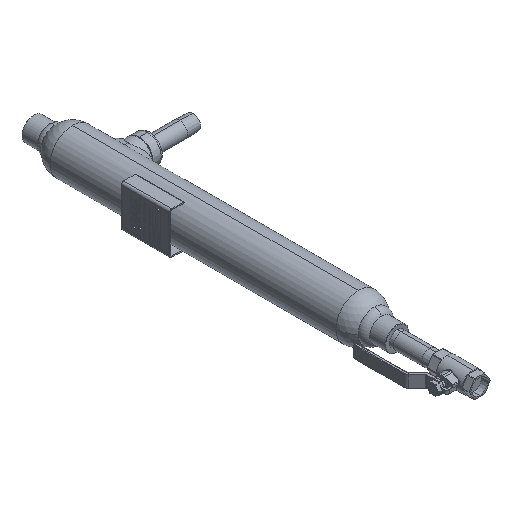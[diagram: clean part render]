
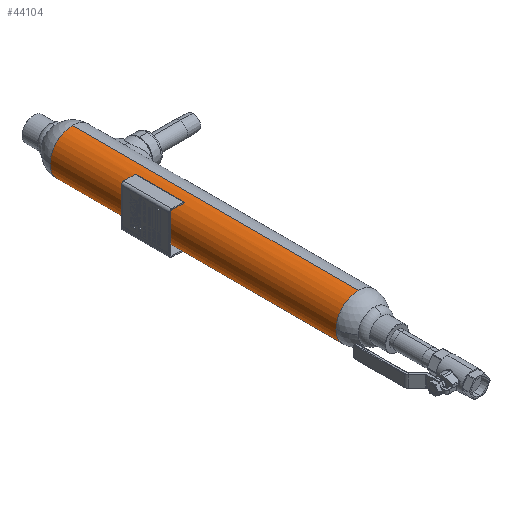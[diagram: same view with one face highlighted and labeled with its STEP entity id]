
A CAD part, isometric view. The second image highlights one B-rep face of the part: STEP entity #44104.
In plain terms, the highlighted cylindrical face has radius 30.163 mm (diameter 60.325 mm), a partial arc.
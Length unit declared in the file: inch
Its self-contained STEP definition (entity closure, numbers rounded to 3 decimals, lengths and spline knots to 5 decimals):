
#417 = AXIS2_PLACEMENT_3D ( 'NONE', #16288, #41646, #19915 ) ;
#598 = LINE ( 'NONE', #20995, #11404 ) ;
#1499 = CIRCLE ( 'NONE', #10948, 1.1875 ) ;
#1599 = CARTESIAN_POINT ( 'NONE',  ( -0.53033, 18., -1.0625 ) ) ;
#2132 = DIRECTION ( 'NONE',  ( 0., -1., 0. ) ) ;
#2181 = CARTESIAN_POINT ( 'NONE',  ( -0.53033, 12.75, -1.0625 ) ) ;
#2658 = DIRECTION ( 'NONE',  ( 0., -1., 0. ) ) ;
#3503 = CIRCLE ( 'NONE', #417, 1.1875 ) ;
#4517 = AXIS2_PLACEMENT_3D ( 'NONE', #21549, #46856, #25174 ) ;
#4793 = DIRECTION ( 'NONE',  ( 0., 1., 0. ) ) ;
#5336 = VERTEX_POINT ( 'NONE', #16388 ) ;
#5704 = AXIS2_PLACEMENT_3D ( 'NONE', #38835, #17114, #42459 ) ;
#5795 = CARTESIAN_POINT ( 'NONE',  ( -0.5215, 18., 1.06686 ) ) ;
#6153 = VECTOR ( 'NONE', #39577, 39.37008 ) ;
#6855 = DIRECTION ( 'NONE',  ( 0., -1., 0. ) ) ;
#6887 = VECTOR ( 'NONE', #19352, 39.37008 ) ;
#7825 = EDGE_CURVE ( 'NONE', #37995, #37593, #36197, .T. ) ;
#7906 = ORIENTED_EDGE ( 'NONE', *, *, #25651, .F. ) ;
#8665 = ORIENTED_EDGE ( 'NONE', *, *, #40412, .T. ) ;
#9213 = DIRECTION ( 'NONE',  ( 0., -1., 0. ) ) ;
#9914 = AXIS2_PLACEMENT_3D ( 'NONE', #33273, #22335, #29622 ) ;
#9984 = CARTESIAN_POINT ( 'NONE',  ( -0.5215, 12.75, -1.06686 ) ) ;
#10129 = CARTESIAN_POINT ( 'NONE',  ( 0., 1.38666, 1.1875 ) ) ;
#10208 = CARTESIAN_POINT ( 'NONE',  ( -0.5215, 10.188, 1.06686 ) ) ;
#10668 = ORIENTED_EDGE ( 'NONE', *, *, #35336, .F. ) ;
#10948 = AXIS2_PLACEMENT_3D ( 'NONE', #28578, #6855, #32235 ) ;
#11404 = VECTOR ( 'NONE', #16233, 39.37008 ) ;
#11497 = ORIENTED_EDGE ( 'NONE', *, *, #44952, .T. ) ;
#12039 = EDGE_LOOP ( 'NONE', ( #7906, #44730, #26832, #37026 ) ) ;
#12182 = CARTESIAN_POINT ( 'NONE',  ( -0.53033, 10.188, 1.0625 ) ) ;
#12309 = CARTESIAN_POINT ( 'NONE',  ( -0.5215, 12.75, 1.06686 ) ) ;
#12706 = CARTESIAN_POINT ( 'NONE',  ( 0., 10.188, 0. ) ) ;
#12874 = CARTESIAN_POINT ( 'NONE',  ( 0., 18., -1.1875 ) ) ;
#13000 = AXIS2_PLACEMENT_3D ( 'NONE', #24391, #2658, #28045 ) ;
#13142 = VERTEX_POINT ( 'NONE', #22358 ) ;
#13248 = VERTEX_POINT ( 'NONE', #41688 ) ;
#13364 = ORIENTED_EDGE ( 'NONE', *, *, #7825, .T. ) ;
#13491 = DIRECTION ( 'NONE',  ( 0., 1., 0. ) ) ;
#13517 = CIRCLE ( 'NONE', #13000, 1.1875 ) ;
#13915 = ORIENTED_EDGE ( 'NONE', *, *, #15605, .F. ) ;
#14407 = EDGE_CURVE ( 'NONE', #29329, #37995, #26802, .T. ) ;
#14607 = VERTEX_POINT ( 'NONE', #28260 ) ;
#15365 = VECTOR ( 'NONE', #4793, 39.37008 ) ;
#15605 = EDGE_CURVE ( 'NONE', #29329, #26185, #21619, .T. ) ;
#16233 = DIRECTION ( 'NONE',  ( 0., -1., 0. ) ) ;
#16288 = CARTESIAN_POINT ( 'NONE',  ( 0., 10.188, 0. ) ) ;
#16348 = DIRECTION ( 'NONE',  ( 1., 0., 0. ) ) ;
#16388 = CARTESIAN_POINT ( 'NONE',  ( 0., 16.61334, 1.1875 ) ) ;
#16784 = ORIENTED_EDGE ( 'NONE', *, *, #31530, .F. ) ;
#16846 = VERTEX_POINT ( 'NONE', #12182 ) ;
#17114 = DIRECTION ( 'NONE',  ( 0., -1., 0. ) ) ;
#17534 = LINE ( 'NONE', #12874, #34552 ) ;
#18550 = CIRCLE ( 'NONE', #41996, 1.1875 ) ;
#18880 = EDGE_LOOP ( 'NONE', ( #33141, #38067, #11497, #38487, #10668, #16784 ) ) ;
#19215 = FACE_BOUND ( 'NONE', #23123, .T. ) ;
#19352 = DIRECTION ( 'NONE',  ( 0., -1., 0. ) ) ;
#19378 = DIRECTION ( 'NONE',  ( 0., 1., 0. ) ) ;
#19915 = DIRECTION ( 'NONE',  ( 1., 0., 0. ) ) ;
#20839 = CARTESIAN_POINT ( 'NONE',  ( -0.53033, 10.188, -1.0625 ) ) ;
#20881 = EDGE_CURVE ( 'NONE', #13142, #41604, #18550, .T. ) ;
#20995 = CARTESIAN_POINT ( 'NONE',  ( -0.53033, 18., 1.0625 ) ) ;
#21549 = CARTESIAN_POINT ( 'NONE',  ( 0., 1.38666, 0. ) ) ;
#21619 = LINE ( 'NONE', #1599, #15365 ) ;
#22335 = DIRECTION ( 'NONE',  ( 0., -1., 0. ) ) ;
#22358 = CARTESIAN_POINT ( 'NONE',  ( -0.53033, 12.75, 1.0625 ) ) ;
#22613 = VERTEX_POINT ( 'NONE', #10129 ) ;
#23123 = EDGE_LOOP ( 'NONE', ( #13915, #32871, #13364, #8665 ) ) ;
#23808 = LINE ( 'NONE', #5795, #27213 ) ;
#24391 = CARTESIAN_POINT ( 'NONE',  ( 0., 16.61334, 0. ) ) ;
#25174 = DIRECTION ( 'NONE',  ( 1., 0., 0. ) ) ;
#25258 = EDGE_CURVE ( 'NONE', #32041, #16846, #3503, .T. ) ;
#25651 = EDGE_CURVE ( 'NONE', #13142, #16846, #598, .T. ) ;
#25749 = CARTESIAN_POINT ( 'NONE',  ( -1.1875, 16.61334, 0. ) ) ;
#26165 = LINE ( 'NONE', #26655, #6887 ) ;
#26185 = VERTEX_POINT ( 'NONE', #2181 ) ;
#26484 = VERTEX_POINT ( 'NONE', #25749 ) ;
#26655 = CARTESIAN_POINT ( 'NONE',  ( 0., 18., 1.1875 ) ) ;
#26802 = CIRCLE ( 'NONE', #33654, 1.1875 ) ;
#26832 = ORIENTED_EDGE ( 'NONE', *, *, #31860, .T. ) ;
#27213 = VECTOR ( 'NONE', #2132, 39.37008 ) ;
#27233 = CARTESIAN_POINT ( 'NONE',  ( -0.5215, 10.188, -1.06686 ) ) ;
#28045 = DIRECTION ( 'NONE',  ( 1., 0., 0. ) ) ;
#28260 = CARTESIAN_POINT ( 'NONE',  ( 0., 16.61334, -1.1875 ) ) ;
#28578 = CARTESIAN_POINT ( 'NONE',  ( 0., 1.38666, 0. ) ) ;
#29329 = VERTEX_POINT ( 'NONE', #20839 ) ;
#29622 = DIRECTION ( 'NONE',  ( 0., 0., -1. ) ) ;
#31530 = EDGE_CURVE ( 'NONE', #22613, #13248, #43652, .T. ) ;
#31860 = EDGE_CURVE ( 'NONE', #41604, #32041, #23808, .T. ) ;
#32041 = VERTEX_POINT ( 'NONE', #10208 ) ;
#32235 = DIRECTION ( 'NONE',  ( 1., 0., 0. ) ) ;
#32424 = EDGE_CURVE ( 'NONE', #14607, #38789, #17534, .T. ) ;
#32435 = CARTESIAN_POINT ( 'NONE',  ( -0.5215, 18., -1.06686 ) ) ;
#32456 = CIRCLE ( 'NONE', #44771, 1.1875 ) ;
#32871 = ORIENTED_EDGE ( 'NONE', *, *, #14407, .T. ) ;
#33141 = ORIENTED_EDGE ( 'NONE', *, *, #42014, .F. ) ;
#33273 = CARTESIAN_POINT ( 'NONE',  ( 0., 18., 0. ) ) ;
#33654 = AXIS2_PLACEMENT_3D ( 'NONE', #12706, #38084, #16348 ) ;
#34552 = VECTOR ( 'NONE', #9213, 39.37008 ) ;
#35203 = CARTESIAN_POINT ( 'NONE',  ( 0., 12.75, 0. ) ) ;
#35336 = EDGE_CURVE ( 'NONE', #13248, #38789, #1499, .T. ) ;
#36197 = LINE ( 'NONE', #32435, #6153 ) ;
#36229 = CYLINDRICAL_SURFACE ( 'NONE', #9914, 1.1875 ) ;
#37026 = ORIENTED_EDGE ( 'NONE', *, *, #25258, .T. ) ;
#37374 = FACE_OUTER_BOUND ( 'NONE', #18880, .T. ) ;
#37593 = VERTEX_POINT ( 'NONE', #9984 ) ;
#37995 = VERTEX_POINT ( 'NONE', #27233 ) ;
#38067 = ORIENTED_EDGE ( 'NONE', *, *, #44953, .T. ) ;
#38084 = DIRECTION ( 'NONE',  ( 0., -1., 0. ) ) ;
#38487 = ORIENTED_EDGE ( 'NONE', *, *, #32424, .T. ) ;
#38548 = FACE_BOUND ( 'NONE', #12039, .T. ) ;
#38789 = VERTEX_POINT ( 'NONE', #45344 ) ;
#38835 = CARTESIAN_POINT ( 'NONE',  ( 0., 16.61334, 0. ) ) ;
#38866 = DIRECTION ( 'NONE',  ( 1., 0., 0. ) ) ;
#39577 = DIRECTION ( 'NONE',  ( 0., 1., 0. ) ) ;
#40412 = EDGE_CURVE ( 'NONE', #37593, #26185, #32456, .T. ) ;
#41120 = CARTESIAN_POINT ( 'NONE',  ( 0., 12.75, 0. ) ) ;
#41604 = VERTEX_POINT ( 'NONE', #12309 ) ;
#41646 = DIRECTION ( 'NONE',  ( 0., -1., 0. ) ) ;
#41688 = CARTESIAN_POINT ( 'NONE',  ( -1.1875, 1.38666, 0. ) ) ;
#41996 = AXIS2_PLACEMENT_3D ( 'NONE', #35203, #13491, #38866 ) ;
#42014 = EDGE_CURVE ( 'NONE', #5336, #22613, #26165, .T. ) ;
#42459 = DIRECTION ( 'NONE',  ( 1., 0., 0. ) ) ;
#43543 = CIRCLE ( 'NONE', #5704, 1.1875 ) ;
#43652 = CIRCLE ( 'NONE', #4517, 1.1875 ) ;
#44104 = ADVANCED_FACE ( 'NONE', ( #37374, #38548, #19215 ), #36229, .T. ) ;
#44730 = ORIENTED_EDGE ( 'NONE', *, *, #20881, .T. ) ;
#44741 = DIRECTION ( 'NONE',  ( 1., 0., 0. ) ) ;
#44771 = AXIS2_PLACEMENT_3D ( 'NONE', #41120, #19378, #44741 ) ;
#44952 = EDGE_CURVE ( 'NONE', #26484, #14607, #43543, .T. ) ;
#44953 = EDGE_CURVE ( 'NONE', #5336, #26484, #13517, .T. ) ;
#45344 = CARTESIAN_POINT ( 'NONE',  ( 0., 1.38666, -1.1875 ) ) ;
#46856 = DIRECTION ( 'NONE',  ( 0., -1., 0. ) ) ;
